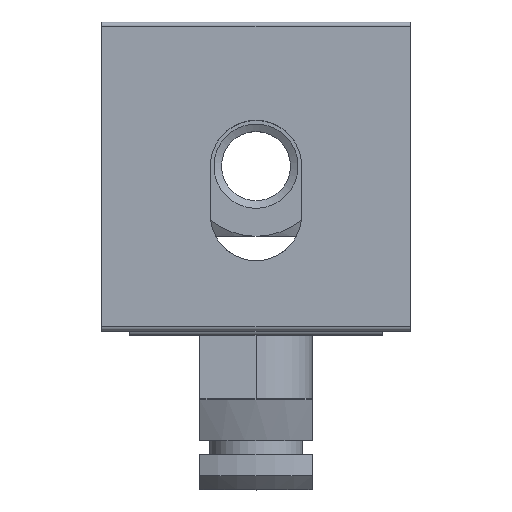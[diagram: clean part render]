
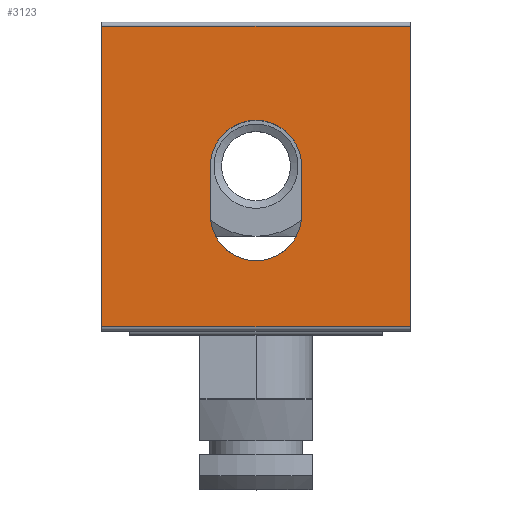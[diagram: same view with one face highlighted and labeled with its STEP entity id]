
A CAD part, top view. The second image highlights one B-rep face of the part: STEP entity #3123.
In plain terms, the highlighted face is planar.
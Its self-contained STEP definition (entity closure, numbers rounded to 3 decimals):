
#89=FACE_BOUND('',#550,.T.);
#208=CIRCLE('',#3372,3.25);
#209=CIRCLE('',#3373,3.25);
#367=FACE_OUTER_BOUND('',#549,.T.);
#549=EDGE_LOOP('',(#2727,#2728,#2729,#2730));
#550=EDGE_LOOP('',(#2731,#2732,#2733,#2734));
#858=LINE('',#5122,#1189);
#859=LINE('',#5126,#1190);
#860=LINE('',#5128,#1191);
#861=LINE('',#5129,#1192);
#862=LINE('',#5132,#1193);
#863=LINE('',#5136,#1194);
#1189=VECTOR('',#4135,22.);
#1190=VECTOR('',#4140,21.4);
#1191=VECTOR('',#4141,22.);
#1192=VECTOR('',#4142,21.4);
#1193=VECTOR('',#4143,3.5);
#1194=VECTOR('',#4146,3.5);
#1490=VERTEX_POINT('',#5119);
#1491=VERTEX_POINT('',#5121);
#1492=VERTEX_POINT('',#5125);
#1493=VERTEX_POINT('',#5127);
#1494=VERTEX_POINT('',#5130);
#1495=VERTEX_POINT('',#5131);
#1496=VERTEX_POINT('',#5133);
#1497=VERTEX_POINT('',#5135);
#1909=EDGE_CURVE('',#1490,#1491,#858,.T.);
#1911=EDGE_CURVE('',#1492,#1490,#859,.T.);
#1912=EDGE_CURVE('',#1492,#1493,#860,.T.);
#1913=EDGE_CURVE('',#1493,#1491,#861,.T.);
#1914=EDGE_CURVE('',#1494,#1495,#862,.T.);
#1915=EDGE_CURVE('',#1495,#1496,#208,.T.);
#1916=EDGE_CURVE('',#1496,#1497,#863,.T.);
#1917=EDGE_CURVE('',#1497,#1494,#209,.T.);
#2727=ORIENTED_EDGE('',*,*,#1909,.F.);
#2728=ORIENTED_EDGE('',*,*,#1911,.F.);
#2729=ORIENTED_EDGE('',*,*,#1912,.T.);
#2730=ORIENTED_EDGE('',*,*,#1913,.T.);
#2731=ORIENTED_EDGE('',*,*,#1914,.T.);
#2732=ORIENTED_EDGE('',*,*,#1915,.T.);
#2733=ORIENTED_EDGE('',*,*,#1916,.T.);
#2734=ORIENTED_EDGE('',*,*,#1917,.T.);
#2966=PLANE('',#3371);
#3123=ADVANCED_FACE('',(#367,#89),#2966,.T.);
#3371=AXIS2_PLACEMENT_3D('',#5124,#4138,#4139);
#3372=AXIS2_PLACEMENT_3D('',#5134,#4144,#4145);
#3373=AXIS2_PLACEMENT_3D('',#5137,#4147,#4148);
#4135=DIRECTION('',(0.,0.,1.));
#4138=DIRECTION('center_axis',(1.,0.,0.));
#4139=DIRECTION('ref_axis',(0.,0.,-1.));
#4140=DIRECTION('',(0.,-1.,0.));
#4141=DIRECTION('',(0.,0.,1.));
#4142=DIRECTION('',(0.,-1.,0.));
#4143=DIRECTION('',(0.,-1.,0.));
#4144=DIRECTION('center_axis',(-1.,0.,0.));
#4145=DIRECTION('ref_axis',(0.,0.,-1.));
#4146=DIRECTION('',(0.,1.,0.));
#4147=DIRECTION('center_axis',(-1.,0.,0.));
#4148=DIRECTION('ref_axis',(0.,0.,-1.));
#5119=CARTESIAN_POINT('',(11.,-10.7,-11.));
#5121=CARTESIAN_POINT('',(11.,-10.7,11.));
#5122=CARTESIAN_POINT('',(11.,-10.7,-11.));
#5124=CARTESIAN_POINT('Origin',(11.,10.7,-11.));
#5125=CARTESIAN_POINT('',(11.,10.7,-11.));
#5126=CARTESIAN_POINT('',(11.,10.7,-11.));
#5127=CARTESIAN_POINT('',(11.,10.7,11.));
#5128=CARTESIAN_POINT('',(11.,10.7,-11.));
#5129=CARTESIAN_POINT('',(11.,10.7,11.));
#5130=CARTESIAN_POINT('',(11.,0.75,-3.25));
#5131=CARTESIAN_POINT('',(11.,-2.75,-3.25));
#5132=CARTESIAN_POINT('',(11.,5.725,-3.25));
#5133=CARTESIAN_POINT('',(11.,-2.75,3.25));
#5134=CARTESIAN_POINT('Origin',(11.,-2.75,0.));
#5135=CARTESIAN_POINT('',(11.,0.75,3.25));
#5136=CARTESIAN_POINT('',(11.,3.975,3.25));
#5137=CARTESIAN_POINT('Origin',(11.,0.75,0.));
